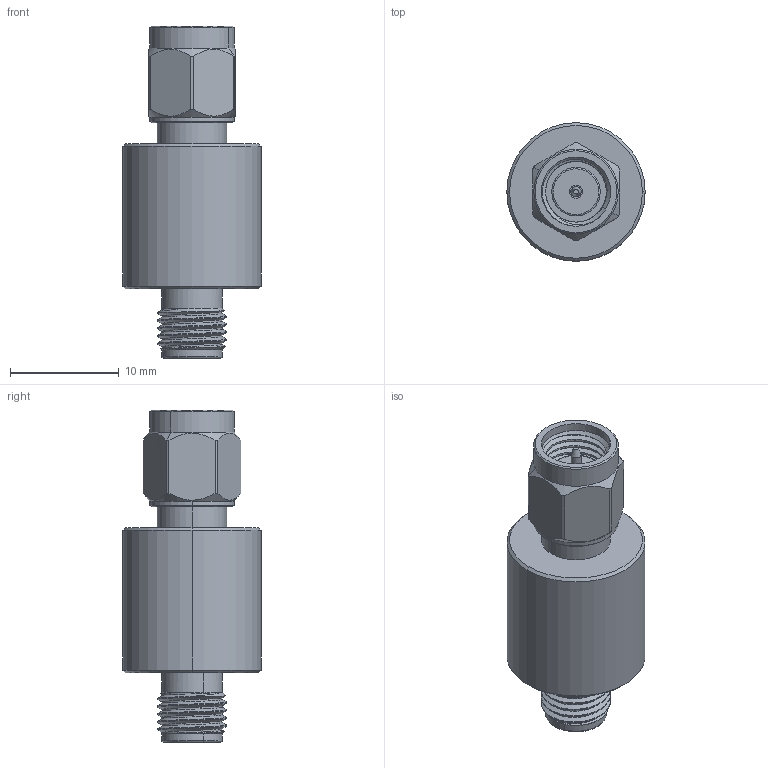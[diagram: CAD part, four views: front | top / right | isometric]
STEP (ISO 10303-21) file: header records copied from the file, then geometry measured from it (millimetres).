
FILE_DESCRIPTION (( 'STEP AP214' ), '1' );
FILE_NAME ('SD3462_3D.step', '2026-01-20T16:59:31', ( '' ), ( '' ), 'SwSTEP 2.0', 'SolidWorks 2025', '' );
FILE_SCHEMA (( 'AUTOMOTIVE_DESIGN' ));
Length unit declared in the file: inch
Products named in the file (1): SD3462_3D
Bounding box: 12.7 x 12.7 x 30.48 mm (x, y, z)
Volume: 2235.6 mm3; surface area: 1451 mm2
Topology: 1 solids, 1 shells, 108 faces, 259 edges, 163 vertices
Faces by surface type: cylinder 55, cone 25, plane 18, bspline 8, torus 2
Entity records: 6223 total; most frequent: CARTESIAN_POINT 3854, ORIENTED_EDGE 518, DIRECTION 462, EDGE_CURVE 259, AXIS2_PLACEMENT_3D 190, VERTEX_POINT 163, EDGE_LOOP 118, ADVANCED_FACE 108
